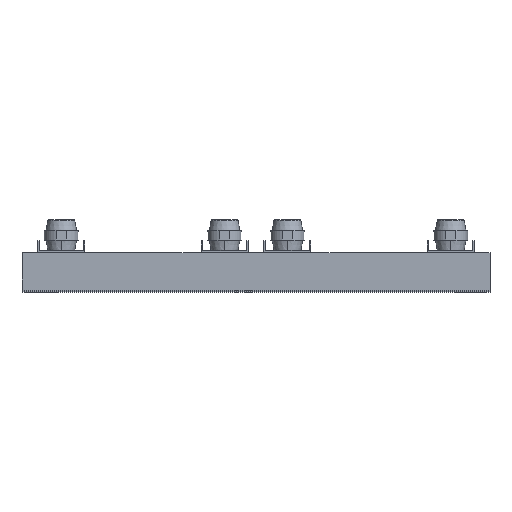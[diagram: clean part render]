
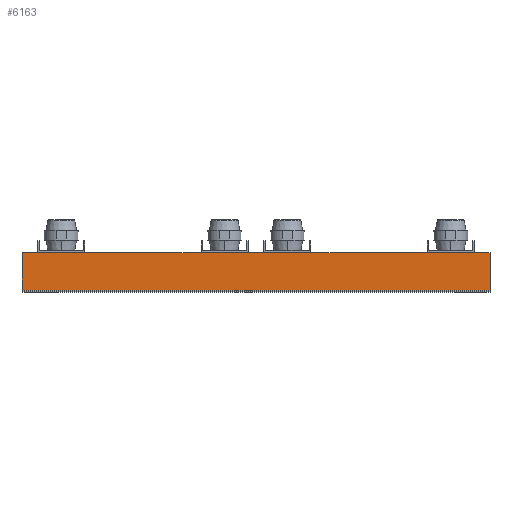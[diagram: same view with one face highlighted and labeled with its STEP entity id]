
A CAD part, top view. The second image highlights one B-rep face of the part: STEP entity #6163.
In plain terms, the highlighted planar face has unit normal (0, 0, 1).
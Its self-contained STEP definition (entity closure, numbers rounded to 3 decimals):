
#5 = LINE ( 'NONE', #9016, #5536 ) ;
#55 = DIRECTION ( 'NONE',  ( 1., 0., 0. ) ) ;
#196 = LINE ( 'NONE', #1735, #4275 ) ;
#562 = DIRECTION ( 'NONE',  ( 1., 0., 0. ) ) ;
#851 = LINE ( 'NONE', #16428, #8054 ) ;
#866 = DIRECTION ( 'NONE',  ( 1., 0., 0. ) ) ;
#940 = LINE ( 'NONE', #18941, #8141 ) ;
#1021 = VERTEX_POINT ( 'NONE', #18298 ) ;
#1344 = CARTESIAN_POINT ( 'NONE',  ( 278., 50., -24. ) ) ;
#1562 = VERTEX_POINT ( 'NONE', #12475 ) ;
#1620 = DIRECTION ( 'NONE',  ( 1., 0., 0. ) ) ;
#1735 = CARTESIAN_POINT ( 'NONE',  ( 646., 50., -24. ) ) ;
#1797 = VERTEX_POINT ( 'NONE', #1344 ) ;
#1858 = VERTEX_POINT ( 'NONE', #17992 ) ;
#1889 = EDGE_CURVE ( 'NONE', #1562, #19028, #19339, .T. ) ;
#1956 = ORIENTED_EDGE ( 'NONE', *, *, #12162, .F. ) ;
#2445 = ORIENTED_EDGE ( 'NONE', *, *, #1889, .T. ) ;
#2526 = CARTESIAN_POINT ( 'NONE',  ( 646., 2., -24. ) ) ;
#3394 = VERTEX_POINT ( 'NONE', #8038 ) ;
#3813 = EDGE_LOOP ( 'NONE', ( #1956, #19187, #2445, #5358, #18043, #3915, #5418, #13469, #14209, #16289, #10018, #6285 ) ) ;
#3915 = ORIENTED_EDGE ( 'NONE', *, *, #8973, .F. ) ;
#4095 = DIRECTION ( 'NONE',  ( 1., 0., 0. ) ) ;
#4194 = VECTOR ( 'NONE', #16600, 1000. ) ;
#4275 = VECTOR ( 'NONE', #55, 1000. ) ;
#4378 = VECTOR ( 'NONE', #6971, 1000. ) ;
#5128 = VECTOR ( 'NONE', #13698, 1000. ) ;
#5358 = ORIENTED_EDGE ( 'NONE', *, *, #9074, .T. ) ;
#5418 = ORIENTED_EDGE ( 'NONE', *, *, #14051, .F. ) ;
#5536 = VECTOR ( 'NONE', #1620, 1000. ) ;
#5793 = EDGE_CURVE ( 'NONE', #10334, #1858, #5, .T. ) ;
#5899 = VERTEX_POINT ( 'NONE', #9465 ) ;
#5922 = EDGE_CURVE ( 'NONE', #1797, #13124, #15412, .T. ) ;
#5958 = VERTEX_POINT ( 'NONE', #11083 ) ;
#6093 = VECTOR ( 'NONE', #562, 1000. ) ;
#6163 = ADVANCED_FACE ( 'NONE', ( #16559 ), #11599, .T. ) ;
#6199 = CARTESIAN_POINT ( 'NONE',  ( 646., 2., -24. ) ) ;
#6285 = ORIENTED_EDGE ( 'NONE', *, *, #12435, .F. ) ;
#6421 = EDGE_CURVE ( 'NONE', #15212, #15743, #196, .T. ) ;
#6627 = EDGE_CURVE ( 'NONE', #13124, #15212, #940, .T. ) ;
#6971 = DIRECTION ( 'NONE',  ( 1., 0., 0. ) ) ;
#6989 = CARTESIAN_POINT ( 'NONE',  ( 50., 50., -24. ) ) ;
#7144 = EDGE_CURVE ( 'NONE', #1562, #5958, #12857, .T. ) ;
#7462 = DIRECTION ( 'NONE',  ( 1., 0., 0. ) ) ;
#7652 = DIRECTION ( 'NONE',  ( 1., 0., 0. ) ) ;
#8016 = DIRECTION ( 'NONE',  ( 1., 0., 0. ) ) ;
#8038 = CARTESIAN_POINT ( 'NONE',  ( 130., 50., -24. ) ) ;
#8054 = VECTOR ( 'NONE', #7462, 1000. ) ;
#8141 = VECTOR ( 'NONE', #866, 1000. ) ;
#8405 = CARTESIAN_POINT ( 'NONE',  ( 50., 50., -24. ) ) ;
#8474 = LINE ( 'NONE', #17467, #4378 ) ;
#8894 = VECTOR ( 'NONE', #17490, 1000. ) ;
#8973 = EDGE_CURVE ( 'NONE', #1021, #10334, #851, .T. ) ;
#9016 = CARTESIAN_POINT ( 'NONE',  ( 50., 50., -24. ) ) ;
#9042 = CARTESIAN_POINT ( 'NONE',  ( 418., 50., -24. ) ) ;
#9074 = EDGE_CURVE ( 'NONE', #19028, #1858, #16683, .T. ) ;
#9465 = CARTESIAN_POINT ( 'NONE',  ( 70., 50., -24. ) ) ;
#9648 = LINE ( 'NONE', #10766, #5128 ) ;
#10018 = ORIENTED_EDGE ( 'NONE', *, *, #12951, .F. ) ;
#10030 = CARTESIAN_POINT ( 'NONE',  ( 50., 2., -24. ) ) ;
#10334 = VERTEX_POINT ( 'NONE', #18182 ) ;
#10473 = LINE ( 'NONE', #6989, #17975 ) ;
#10730 = CARTESIAN_POINT ( 'NONE',  ( 50., 2., -24. ) ) ;
#10766 = CARTESIAN_POINT ( 'NONE',  ( 50., 50., -24. ) ) ;
#11083 = CARTESIAN_POINT ( 'NONE',  ( 50., 50., -24. ) ) ;
#11394 = VECTOR ( 'NONE', #7652, 1000. ) ;
#11599 = PLANE ( 'NONE',  #19426 ) ;
#12162 = EDGE_CURVE ( 'NONE', #5958, #5899, #9648, .T. ) ;
#12179 = CARTESIAN_POINT ( 'NONE',  ( 646., 2., -24. ) ) ;
#12435 = EDGE_CURVE ( 'NONE', #5899, #3394, #18068, .T. ) ;
#12475 = CARTESIAN_POINT ( 'NONE',  ( 50., 2., -24. ) ) ;
#12857 = LINE ( 'NONE', #10030, #8894 ) ;
#12951 = EDGE_CURVE ( 'NONE', #3394, #1797, #8474, .T. ) ;
#13047 = DIRECTION ( 'NONE',  ( 1., 0., 0. ) ) ;
#13124 = VERTEX_POINT ( 'NONE', #14840 ) ;
#13161 = DIRECTION ( 'NONE',  ( 0., 0., 1. ) ) ;
#13469 = ORIENTED_EDGE ( 'NONE', *, *, #6421, .F. ) ;
#13698 = DIRECTION ( 'NONE',  ( 1., 0., 0. ) ) ;
#14051 = EDGE_CURVE ( 'NONE', #15743, #1021, #10473, .T. ) ;
#14209 = ORIENTED_EDGE ( 'NONE', *, *, #6627, .F. ) ;
#14840 = CARTESIAN_POINT ( 'NONE',  ( 338., 50., -24. ) ) ;
#15212 = VERTEX_POINT ( 'NONE', #16354 ) ;
#15412 = LINE ( 'NONE', #18462, #19394 ) ;
#15743 = VERTEX_POINT ( 'NONE', #9042 ) ;
#16289 = ORIENTED_EDGE ( 'NONE', *, *, #5922, .F. ) ;
#16354 = CARTESIAN_POINT ( 'NONE',  ( 358., 50., -24. ) ) ;
#16428 = CARTESIAN_POINT ( 'NONE',  ( 646., 50., -24. ) ) ;
#16559 = FACE_OUTER_BOUND ( 'NONE', #3813, .T. ) ;
#16600 = DIRECTION ( 'NONE',  ( 0., 1., 0. ) ) ;
#16683 = LINE ( 'NONE', #12179, #4194 ) ;
#17467 = CARTESIAN_POINT ( 'NONE',  ( 50., 50., -24. ) ) ;
#17490 = DIRECTION ( 'NONE',  ( 0., 1., 0. ) ) ;
#17975 = VECTOR ( 'NONE', #13047, 1000. ) ;
#17992 = CARTESIAN_POINT ( 'NONE',  ( 646., 50., -24. ) ) ;
#18043 = ORIENTED_EDGE ( 'NONE', *, *, #5793, .F. ) ;
#18068 = LINE ( 'NONE', #8405, #6093 ) ;
#18182 = CARTESIAN_POINT ( 'NONE',  ( 626., 50., -24. ) ) ;
#18298 = CARTESIAN_POINT ( 'NONE',  ( 566., 50., -24. ) ) ;
#18462 = CARTESIAN_POINT ( 'NONE',  ( 50., 50., -24. ) ) ;
#18941 = CARTESIAN_POINT ( 'NONE',  ( 50., 50., -24. ) ) ;
#19028 = VERTEX_POINT ( 'NONE', #6199 ) ;
#19187 = ORIENTED_EDGE ( 'NONE', *, *, #7144, .F. ) ;
#19339 = LINE ( 'NONE', #10730, #11394 ) ;
#19394 = VECTOR ( 'NONE', #8016, 1000. ) ;
#19426 = AXIS2_PLACEMENT_3D ( 'NONE', #2526, #13161, #4095 ) ;
